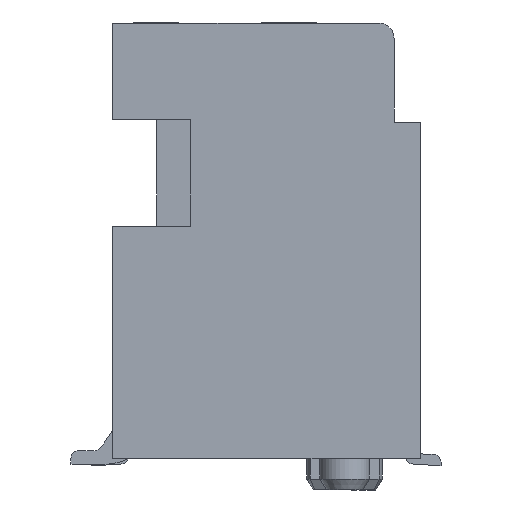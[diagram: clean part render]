
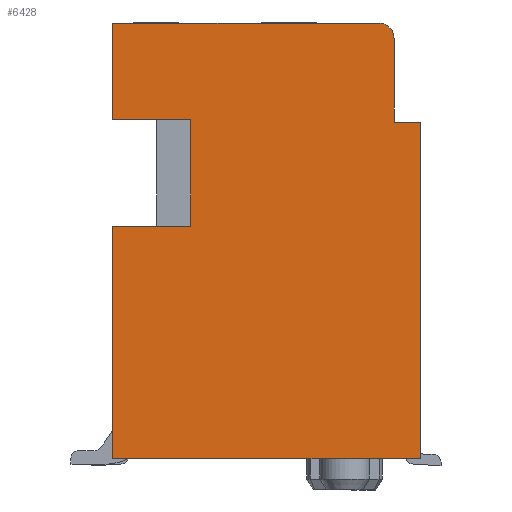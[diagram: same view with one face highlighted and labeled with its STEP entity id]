
A CAD part, left-side view. The second image highlights one B-rep face of the part: STEP entity #6428.
In plain terms, the highlighted planar face has unit normal (-1, 0, 0).
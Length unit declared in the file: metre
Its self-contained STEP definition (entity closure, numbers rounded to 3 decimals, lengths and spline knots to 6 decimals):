
#6428=ADVANCED_FACE('0:58',(#9788),#9789,.F.);
#9788=FACE_OUTER_BOUND('',#19648,.T.);
#9789=PLANE('',#19649);
#19648=EDGE_LOOP('',(#24963,#24964,#24965,#24966,#24967,#24968,#24969,#24970,#24971,#24972,#24973));
#19649=AXIS2_PLACEMENT_3D('',#24974,#24975,#24976);
#24963=ORIENTED_EDGE('',*,*,#32949,.F.);
#24964=ORIENTED_EDGE('',*,*,#32950,.T.);
#24965=ORIENTED_EDGE('',*,*,#32951,.F.);
#24966=ORIENTED_EDGE('',*,*,#32952,.T.);
#24967=ORIENTED_EDGE('',*,*,#32953,.F.);
#24968=ORIENTED_EDGE('',*,*,#32881,.F.);
#24969=ORIENTED_EDGE('',*,*,#32844,.T.);
#24970=ORIENTED_EDGE('',*,*,#32944,.T.);
#24971=ORIENTED_EDGE('',*,*,#32954,.F.);
#24972=ORIENTED_EDGE('',*,*,#32955,.F.);
#24973=ORIENTED_EDGE('',*,*,#32956,.F.);
#24974=CARTESIAN_POINT('',(-0.01351,0.004426,-0.0059));
#24975=DIRECTION('',(1.0,-0.0,0.0));
#24976=DIRECTION('',(0.0,1.0,-0.0));
#32844=EDGE_CURVE('0:3745',#41825,#41823,#41826,.T.);
#32881=EDGE_CURVE('0:4489',#41825,#41864,#41865,.T.);
#32944=EDGE_CURVE('0:5359',#41823,#41946,#41948,.T.);
#32949=EDGE_CURVE('0:5377',#41956,#41957,#41958,.T.);
#32950=EDGE_CURVE('0:5380',#41956,#41959,#41960,.T.);
#32951=EDGE_CURVE('0:5383',#41961,#41959,#41962,.T.);
#32952=EDGE_CURVE('0:5386',#41961,#41963,#41964,.T.);
#32953=EDGE_CURVE('0:5389',#41864,#41963,#41965,.T.);
#32954=EDGE_CURVE('0:5392',#41966,#41946,#41967,.T.);
#32955=EDGE_CURVE('0:5395',#41968,#41966,#41969,.T.);
#32956=EDGE_CURVE('0:5398',#41957,#41968,#41970,.T.);
#41823=VERTEX_POINT('NONE',#47124);
#41825=VERTEX_POINT('NONE',#47127);
#41826=LINE('',#47128,#47129);
#41864=VERTEX_POINT('NONE',#47203);
#41865=LINE('',#47204,#47205);
#41946=VERTEX_POINT('NONE',#47343);
#41948=LINE('',#47346,#47347);
#41956=VERTEX_POINT('NONE',#47358);
#41957=VERTEX_POINT('NONE',#47359);
#41958=LINE('',#47360,#47361);
#41959=VERTEX_POINT('NONE',#47362);
#41960=LINE('',#47363,#47364);
#41961=VERTEX_POINT('NONE',#47365);
#41962=LINE('',#47366,#47367);
#41963=VERTEX_POINT('NONE',#47368);
#41964=LINE('',#47369,#47370);
#41965=LINE('',#47371,#47372);
#41966=VERTEX_POINT('NONE',#47373);
#41967=LINE('',#47374,#47375);
#41968=VERTEX_POINT('NONE',#47376);
#41969=CIRCLE('',#47377,0.0003);
#41970=LINE('',#47378,#47379);
#47124=CARTESIAN_POINT('',(-0.01351,0.002526,0.));
#47127=CARTESIAN_POINT('',(-0.01351,-0.003934,0.));
#47128=CARTESIAN_POINT('',(-0.01351,0.004426,0.));
#47129=VECTOR('',#48929,1.0);
#47203=CARTESIAN_POINT('',(-0.01351,-0.003934,-0.0059));
#47204=CARTESIAN_POINT('',(-0.01351,-0.003934,-0.0059));
#47205=VECTOR('',#48966,1.0);
#47343=CARTESIAN_POINT('',(-0.01351,0.002526,-0.0005));
#47346=CARTESIAN_POINT('',(-0.01351,0.002526,-0.0059));
#47347=VECTOR('',#49037,1.0);
#47358=CARTESIAN_POINT('',(-0.01351,0.002576,-0.0059));
#47359=CARTESIAN_POINT('',(-0.01351,0.004426,-0.0059));
#47360=CARTESIAN_POINT('',(-0.01351,0.004426,-0.0059));
#47361=VECTOR('',#49044,1.0);
#47362=CARTESIAN_POINT('',(-0.01351,0.002576,-0.0044));
#47363=CARTESIAN_POINT('',(-0.01351,0.002576,-0.00385));
#47364=VECTOR('',#49045,1.0);
#47365=CARTESIAN_POINT('',(-0.01351,0.000527,-0.0044));
#47366=CARTESIAN_POINT('',(-0.01351,0.004426,-0.0044));
#47367=VECTOR('',#49046,1.0);
#47368=CARTESIAN_POINT('',(-0.01351,0.000527,-0.0059));
#47369=CARTESIAN_POINT('',(-0.01351,0.000527,-0.00505));
#47370=VECTOR('',#49047,1.0);
#47371=CARTESIAN_POINT('',(-0.01351,0.004426,-0.0059));
#47372=VECTOR('',#49048,1.0);
#47373=CARTESIAN_POINT('',(-0.01351,0.004126,-0.0005));
#47374=CARTESIAN_POINT('',(-0.01351,0.004426,-0.0005));
#47375=VECTOR('',#49049,1.0);
#47376=CARTESIAN_POINT('',(-0.01351,0.004426,-0.0008));
#47377=AXIS2_PLACEMENT_3D('',#49050,#49051,#49052);
#47378=CARTESIAN_POINT('',(-0.01351,0.004426,-0.0059));
#47379=VECTOR('',#49053,1.0);
#48929=DIRECTION('',(0.0,1.0,0.0));
#48966=DIRECTION('',(0.0,-0.0,-1.0));
#49037=DIRECTION('',(0.0,0.0,-1.0));
#49044=DIRECTION('',(0.0,1.0,0.0));
#49045=DIRECTION('',(0.0,0.,1.));
#49046=DIRECTION('',(0.0,1.0,0.0));
#49047=DIRECTION('',(0.0,-0.0,-1.0));
#49048=DIRECTION('',(-0.0,1.0,0.0));
#49049=DIRECTION('',(-0.0,-1.0,-0.0));
#49050=CARTESIAN_POINT('',(-0.01351,0.004126,-0.0008));
#49051=DIRECTION('',(1.0,0.0,-0.0));
#49052=DIRECTION('',(0.0,0.,1.0));
#49053=DIRECTION('',(-0.0,-0.0,1.0));
